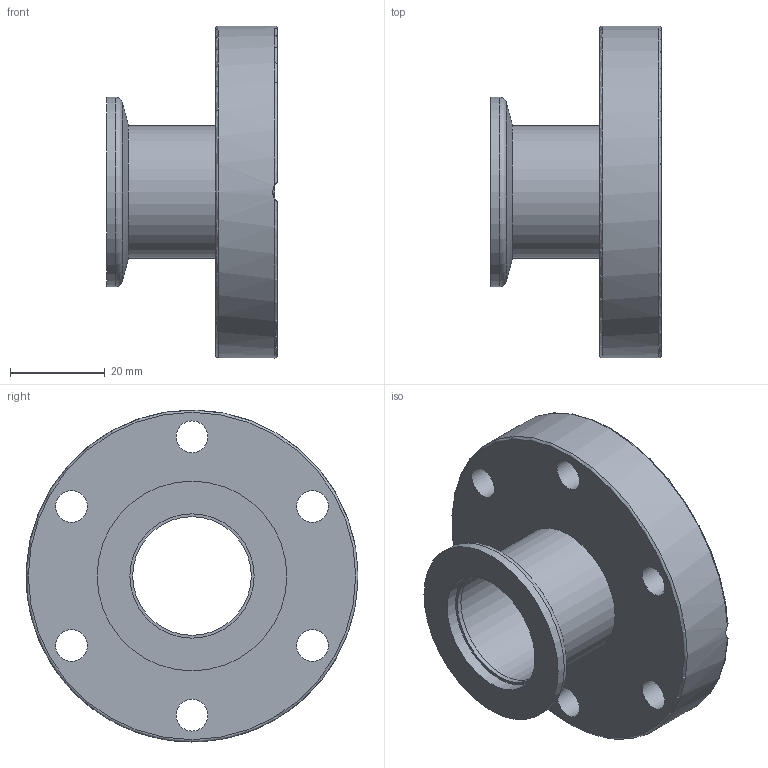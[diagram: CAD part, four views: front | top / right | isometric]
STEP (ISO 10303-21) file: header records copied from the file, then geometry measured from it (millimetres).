
FILE_DESCRIPTION((''),'2;1');
FILE_NAME('KA3525.stp','2008-05-09T14:58:32',('hasers'),(''),'Autodesk Inventor 2008','Autodesk Inventor 2008','');
FILE_SCHEMA(('AUTOMOTIVE_DESIGN { 1 0 10303 214 1 1 1 1 }'));
Length unit declared in the file: millimetre
Products named in the file (4): KA3525; KF [Category [Summary]=304 (_FS) 1.4301][Title [Summary]=KF25B28-304]; CF-07 [Keywords [Summary]=1.4404][Company [Summary]=Vacom][Title [Summary]=F35]_2; Rohre [Subject [Summary]=normal][Keywords [Summary]=1.4301][Title [Summary]=28x1,5 (0,5m)]_1
Assembly tree (3 placements, depth 2):
  KA3525
    KF [Category [Summary]=304 (_FS) 1.4301][Title [Summary]=KF25B28-304]
    CF-07 [Keywords [Summary]=1.4404][Company [Summary]=Vacom][Title [Summary]=F35]_2
    Rohre [Subject [Summary]=normal][Keywords [Summary]=1.4301][Title [Summary]=28x1,5 (0,5m)]_1
Bounding box: 36 x 70 x 70 mm (x, y, z)
Volume: 44344 mm3; surface area: 19199.9 mm2
Topology: 3 solids, 3 shells, 36 faces, 85 edges, 57 vertices
Faces by surface type: bspline 13, plane 8, cylinder 7, cone 4, torus 4
Full cylindrical faces by diameter (mm): 25 x1, 26.2 x1, 28 x1, 40 x1, 48.3 x1, 70 x1
Entity records: 1252 total; most frequent: CARTESIAN_POINT 448, DIRECTION 146, ORIENTED_EDGE 106, EDGE_LOOP 78, AXIS2_PLACEMENT_3D 71, EDGE_CURVE 53, VERTEX_POINT 47, FACE_BOUND 42
